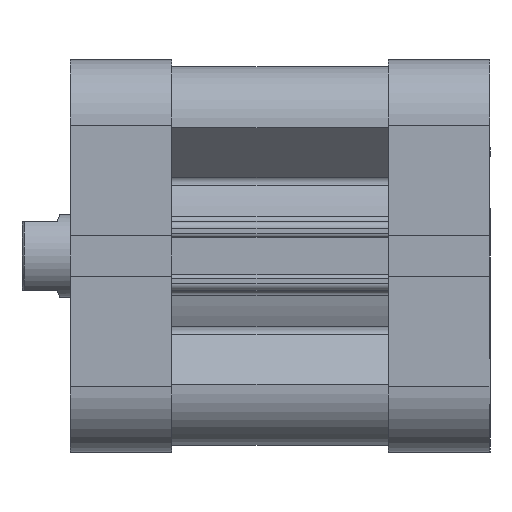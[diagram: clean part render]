
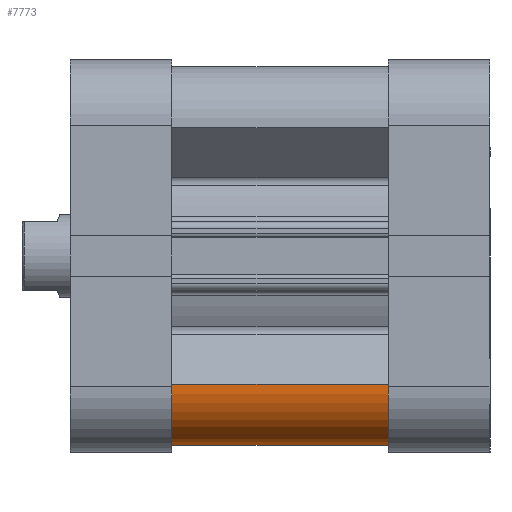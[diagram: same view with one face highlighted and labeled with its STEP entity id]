
A CAD part, front view. The second image highlights one B-rep face of the part: STEP entity #7773.
In plain terms, the highlighted cylindrical face has radius 8.5 mm (diameter 17 mm), a partial arc.
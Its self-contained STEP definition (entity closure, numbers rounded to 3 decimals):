
#1444 = DIRECTION ( 'NONE',  ( -1., 0., 0. ) ) ;
#1445 = DIRECTION ( 'NONE',  ( 0., 0., -1. ) ) ;
#1446 = CARTESIAN_POINT ( 'NONE',  ( -19., -19., 31.5 ) ) ;
#2508 = FACE_OUTER_BOUND ( 'NONE', #4837, .T. ) ;
#2511 = CYLINDRICAL_SURFACE ( 'NONE', #3123, 8.5 ) ;
#3123 = AXIS2_PLACEMENT_3D ( 'NONE', #1446, #1445, #1444 ) ;
#3440 = VERTEX_POINT ( 'NONE', #3957 ) ;
#3441 = VERTEX_POINT ( 'NONE', #3950 ) ;
#3442 = VERTEX_POINT ( 'NONE', #3958 ) ;
#3443 = VERTEX_POINT ( 'NONE', #3951 ) ;
#3950 = CARTESIAN_POINT ( 'NONE',  ( -18.654, -27.493, 31.5 ) ) ;
#3951 = CARTESIAN_POINT ( 'NONE',  ( -18.654, -27.493, 0. ) ) ;
#3957 = CARTESIAN_POINT ( 'NONE',  ( -27.5, -19., 31.5 ) ) ;
#3958 = CARTESIAN_POINT ( 'NONE',  ( -27.5, -19., 0. ) ) ;
#4837 = EDGE_LOOP ( 'NONE', ( #5644, #5642, #5640, #5638 ) ) ;
#5638 = ORIENTED_EDGE ( 'NONE', *, *, #6895, .F. ) ;
#5640 = ORIENTED_EDGE ( 'NONE', *, *, #6884, .T. ) ;
#5642 = ORIENTED_EDGE ( 'NONE', *, *, #6893, .T. ) ;
#5644 = ORIENTED_EDGE ( 'NONE', *, *, #6894, .F. ) ;
#6884 = EDGE_CURVE ( 'NONE', #3442, #3443, #8369, .T. ) ;
#6893 = EDGE_CURVE ( 'NONE', #3440, #3442, #8381, .T. ) ;
#6894 = EDGE_CURVE ( 'NONE', #3440, #3441, #8384, .T. ) ;
#6895 = EDGE_CURVE ( 'NONE', #3441, #3443, #8379, .T. ) ;
#7530 = AXIS2_PLACEMENT_3D ( 'NONE', #9262, #9263, #9264 ) ;
#7536 = AXIS2_PLACEMENT_3D ( 'NONE', #9285, #9287, #9288 ) ;
#7773 = ADVANCED_FACE ( 'NONE', ( #2508 ), #2511, .T. ) ;
#8369 = CIRCLE ( 'NONE', #7530, 8.5 ) ;
#8376 = VECTOR ( 'NONE', #9286, 1000. ) ;
#8379 = LINE ( 'NONE', #9290, #8380 ) ;
#8380 = VECTOR ( 'NONE', #9291, 1000. ) ;
#8381 = LINE ( 'NONE', #9279, #8376 ) ;
#8384 = CIRCLE ( 'NONE', #7536, 8.5 ) ;
#9262 = CARTESIAN_POINT ( 'NONE',  ( -19., -19., 0. ) ) ;
#9263 = DIRECTION ( 'NONE',  ( 0., 0., 1. ) ) ;
#9264 = DIRECTION ( 'NONE',  ( -1., 0., 0. ) ) ;
#9279 = CARTESIAN_POINT ( 'NONE',  ( -27.5, -19., 31.5 ) ) ;
#9285 = CARTESIAN_POINT ( 'NONE',  ( -19., -19., 31.5 ) ) ;
#9286 = DIRECTION ( 'NONE',  ( 0., 0., -1. ) ) ;
#9287 = DIRECTION ( 'NONE',  ( 0., 0., 1. ) ) ;
#9288 = DIRECTION ( 'NONE',  ( -1., 0., 0. ) ) ;
#9290 = CARTESIAN_POINT ( 'NONE',  ( -18.654, -27.493, 31.5 ) ) ;
#9291 = DIRECTION ( 'NONE',  ( 0., 0., -1. ) ) ;
